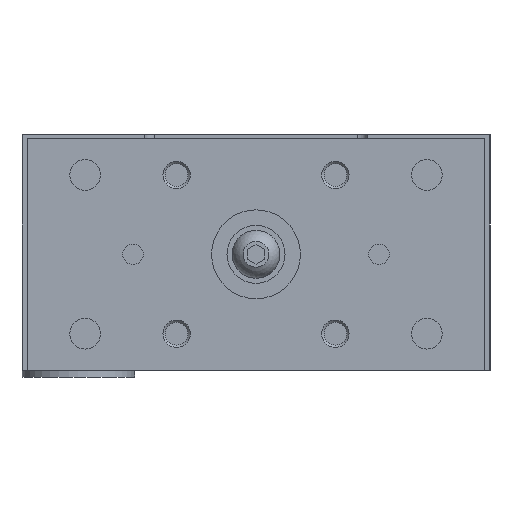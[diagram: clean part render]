
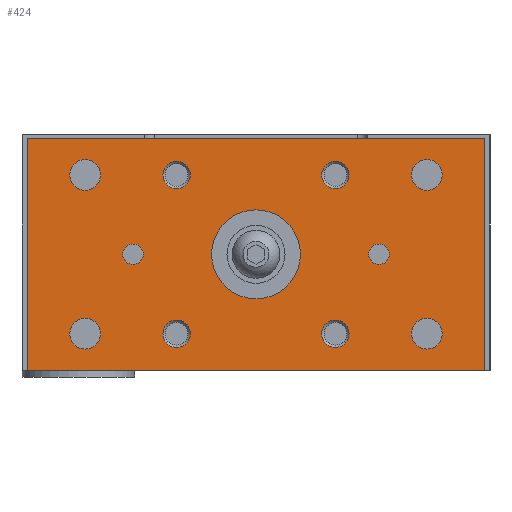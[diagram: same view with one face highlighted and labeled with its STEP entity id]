
A CAD part, left-side view. The second image highlights one B-rep face of the part: STEP entity #424.
In plain terms, the highlighted planar face has unit normal (-1, 0, 0).
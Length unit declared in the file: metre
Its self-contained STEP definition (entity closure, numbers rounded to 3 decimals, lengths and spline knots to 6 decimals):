
#424 = ADVANCED_FACE( '', ( #1194, #1195, #1196, #1197, #1198, #1199, #1200, #1201, #1202, #1203, #1204, #1205 ), #1206, .F. );
#1194 = FACE_BOUND( '', #2590, .T. );
#1195 = FACE_BOUND( '', #2591, .T. );
#1196 = FACE_BOUND( '', #2592, .T. );
#1197 = FACE_BOUND( '', #2593, .T. );
#1198 = FACE_BOUND( '', #2594, .T. );
#1199 = FACE_BOUND( '', #2595, .T. );
#1200 = FACE_BOUND( '', #2596, .T. );
#1201 = FACE_BOUND( '', #2597, .T. );
#1202 = FACE_BOUND( '', #2598, .T. );
#1203 = FACE_BOUND( '', #2599, .T. );
#1204 = FACE_BOUND( '', #2600, .T. );
#1205 = FACE_OUTER_BOUND( '', #2601, .T. );
#1206 = PLANE( '', #2602 );
#2590 = EDGE_LOOP( '', ( #4018 ) );
#2591 = EDGE_LOOP( '', ( #4019 ) );
#2592 = EDGE_LOOP( '', ( #4020 ) );
#2593 = EDGE_LOOP( '', ( #4021 ) );
#2594 = EDGE_LOOP( '', ( #4022 ) );
#2595 = EDGE_LOOP( '', ( #4023 ) );
#2596 = EDGE_LOOP( '', ( #4024 ) );
#2597 = EDGE_LOOP( '', ( #4025 ) );
#2598 = EDGE_LOOP( '', ( #4026 ) );
#2599 = EDGE_LOOP( '', ( #4027 ) );
#2600 = EDGE_LOOP( '', ( #4028 ) );
#2601 = EDGE_LOOP( '', ( #4029, #4030, #4031, #4032 ) );
#2602 = AXIS2_PLACEMENT_3D( '', #4033, #4034, #4035 );
#4018 = ORIENTED_EDGE( '', *, *, #6667, .T. );
#4019 = ORIENTED_EDGE( '', *, *, #6668, .T. );
#4020 = ORIENTED_EDGE( '', *, *, #6669, .F. );
#4021 = ORIENTED_EDGE( '', *, *, #6670, .F. );
#4022 = ORIENTED_EDGE( '', *, *, #6671, .T. );
#4023 = ORIENTED_EDGE( '', *, *, #6672, .F. );
#4024 = ORIENTED_EDGE( '', *, *, #6673, .T. );
#4025 = ORIENTED_EDGE( '', *, *, #6674, .T. );
#4026 = ORIENTED_EDGE( '', *, *, #6675, .F. );
#4027 = ORIENTED_EDGE( '', *, *, #6676, .F. );
#4028 = ORIENTED_EDGE( '', *, *, #6677, .T. );
#4029 = ORIENTED_EDGE( '', *, *, #6678, .T. );
#4030 = ORIENTED_EDGE( '', *, *, #6679, .T. );
#4031 = ORIENTED_EDGE( '', *, *, #6680, .T. );
#4032 = ORIENTED_EDGE( '', *, *, #6681, .T. );
#4033 = CARTESIAN_POINT( '', ( -0.027, -0.067, -0.069 ) );
#4034 = DIRECTION( '', ( 1., 0., 0. ) );
#4035 = DIRECTION( '', ( 0., 0., -1. ) );
#6667 = EDGE_CURVE( '', #7691, #7691, #7692, .T. );
#6668 = EDGE_CURVE( '', #7693, #7693, #7694, .T. );
#6669 = EDGE_CURVE( '', #7695, #7695, #7696, .T. );
#6670 = EDGE_CURVE( '', #7697, #7697, #7698, .T. );
#6671 = EDGE_CURVE( '', #7699, #7699, #7700, .T. );
#6672 = EDGE_CURVE( '', #7701, #7701, #7702, .T. );
#6673 = EDGE_CURVE( '', #7703, #7703, #7704, .T. );
#6674 = EDGE_CURVE( '', #7705, #7705, #7706, .T. );
#6675 = EDGE_CURVE( '', #7707, #7707, #7708, .T. );
#6676 = EDGE_CURVE( '', #7709, #7709, #7710, .T. );
#6677 = EDGE_CURVE( '', #7711, #7711, #7712, .T. );
#6678 = EDGE_CURVE( '', #7713, #7714, #7715, .T. );
#6679 = EDGE_CURVE( '', #7714, #7716, #7717, .T. );
#6680 = EDGE_CURVE( '', #7716, #7718, #7719, .T. );
#6681 = EDGE_CURVE( '', #7718, #7713, #7720, .T. );
#7691 = VERTEX_POINT( '', #9163 );
#7692 = CIRCLE( '', #9164, 0.013 );
#7693 = VERTEX_POINT( '', #9165 );
#7694 = CIRCLE( '', #9166, 0.004 );
#7695 = VERTEX_POINT( '', #9167 );
#7696 = CIRCLE( '', #9168, 0.004 );
#7697 = VERTEX_POINT( '', #9169 );
#7698 = CIRCLE( '', #9170, 0.004 );
#7699 = VERTEX_POINT( '', #9171 );
#7700 = CIRCLE( '', #9172, 0.004 );
#7701 = VERTEX_POINT( '', #9173 );
#7702 = CIRCLE( '', #9174, 0.003 );
#7703 = VERTEX_POINT( '', #9175 );
#7704 = CIRCLE( '', #9176, 0.003 );
#7705 = VERTEX_POINT( '', #9177 );
#7706 = CIRCLE( '', #9178, 0.0045 );
#7707 = VERTEX_POINT( '', #9179 );
#7708 = CIRCLE( '', #9180, 0.0045 );
#7709 = VERTEX_POINT( '', #9181 );
#7710 = CIRCLE( '', #9182, 0.0045 );
#7711 = VERTEX_POINT( '', #9183 );
#7712 = CIRCLE( '', #9184, 0.0045 );
#7713 = VERTEX_POINT( '', #9185 );
#7714 = VERTEX_POINT( '', #9186 );
#7715 = LINE( '', #9187, #9188 );
#7716 = VERTEX_POINT( '', #9189 );
#7717 = LINE( '', #9190, #9191 );
#7718 = VERTEX_POINT( '', #9192 );
#7719 = LINE( '', #9193, #9194 );
#7720 = LINE( '', #9195, #9196 );
#9163 = CARTESIAN_POINT( '', ( -0.027, -0.013, -0.035 ) );
#9164 = AXIS2_PLACEMENT_3D( '', #11423, #11424, #11425 );
#9165 = CARTESIAN_POINT( '', ( -0.027, -0.01925, -0.05825 ) );
#9166 = AXIS2_PLACEMENT_3D( '', #11426, #11427, #11428 );
#9167 = CARTESIAN_POINT( '', ( -0.027, 0.01925, -0.05825 ) );
#9168 = AXIS2_PLACEMENT_3D( '', #11429, #11430, #11431 );
#9169 = CARTESIAN_POINT( '', ( -0.027, -0.01925, -0.01175 ) );
#9170 = AXIS2_PLACEMENT_3D( '', #11432, #11433, #11434 );
#9171 = CARTESIAN_POINT( '', ( -0.027, 0.01925, -0.01175 ) );
#9172 = AXIS2_PLACEMENT_3D( '', #11435, #11436, #11437 );
#9173 = CARTESIAN_POINT( '', ( -0.027, -0.033, -0.035 ) );
#9174 = AXIS2_PLACEMENT_3D( '', #11438, #11439, #11440 );
#9175 = CARTESIAN_POINT( '', ( -0.027, 0.033, -0.035 ) );
#9176 = AXIS2_PLACEMENT_3D( '', #11441, #11442, #11443 );
#9177 = CARTESIAN_POINT( '', ( -0.027, -0.0545, -0.05825 ) );
#9178 = AXIS2_PLACEMENT_3D( '', #11444, #11445, #11446 );
#9179 = CARTESIAN_POINT( '', ( -0.027, 0.0545, -0.05825 ) );
#9180 = AXIS2_PLACEMENT_3D( '', #11447, #11448, #11449 );
#9181 = CARTESIAN_POINT( '', ( -0.027, -0.0545, -0.01175 ) );
#9182 = AXIS2_PLACEMENT_3D( '', #11450, #11451, #11452 );
#9183 = CARTESIAN_POINT( '', ( -0.027, 0.0545, -0.01175 ) );
#9184 = AXIS2_PLACEMENT_3D( '', #11453, #11454, #11455 );
#9185 = CARTESIAN_POINT( '', ( -0.027, -0.067, -0.069 ) );
#9186 = CARTESIAN_POINT( '', ( -0.027, -0.067, -0.001 ) );
#9187 = CARTESIAN_POINT( '', ( -0.027, -0.067, -0.069 ) );
#9188 = VECTOR( '', #11456, 1. );
#9189 = CARTESIAN_POINT( '', ( -0.027, 0.067, -0.001 ) );
#9190 = CARTESIAN_POINT( '', ( -0.027, -0.067, -0.001 ) );
#9191 = VECTOR( '', #11457, 1. );
#9192 = CARTESIAN_POINT( '', ( -0.027, 0.067, -0.069 ) );
#9193 = CARTESIAN_POINT( '', ( -0.027, 0.067, -0.001 ) );
#9194 = VECTOR( '', #11458, 1. );
#9195 = CARTESIAN_POINT( '', ( -0.027, 0.067, -0.069 ) );
#9196 = VECTOR( '', #11459, 1. );
#11423 = CARTESIAN_POINT( '', ( -0.027, 0., -0.035 ) );
#11424 = DIRECTION( '', ( 1., 0., 0. ) );
#11425 = DIRECTION( '', ( 0., -1., 0. ) );
#11426 = CARTESIAN_POINT( '', ( -0.027, -0.02325, -0.05825 ) );
#11427 = DIRECTION( '', ( 1., 0., 0. ) );
#11428 = DIRECTION( '', ( 0., 1., 0. ) );
#11429 = CARTESIAN_POINT( '', ( -0.027, 0.02325, -0.05825 ) );
#11430 = DIRECTION( '', ( -1., 0., 0. ) );
#11431 = DIRECTION( '', ( 0., -1., 0. ) );
#11432 = CARTESIAN_POINT( '', ( -0.027, -0.02325, -0.01175 ) );
#11433 = DIRECTION( '', ( -1., 0., 0. ) );
#11434 = DIRECTION( '', ( 0., 1., 0. ) );
#11435 = CARTESIAN_POINT( '', ( -0.027, 0.02325, -0.01175 ) );
#11436 = DIRECTION( '', ( 1., 0., 0. ) );
#11437 = DIRECTION( '', ( 0., -1., 0. ) );
#11438 = CARTESIAN_POINT( '', ( -0.027, -0.036, -0.035 ) );
#11439 = DIRECTION( '', ( -1., 0., 0. ) );
#11440 = DIRECTION( '', ( 0., 1., 0. ) );
#11441 = CARTESIAN_POINT( '', ( -0.027, 0.036, -0.035 ) );
#11442 = DIRECTION( '', ( 1., 0., 0. ) );
#11443 = DIRECTION( '', ( 0., -1., 0. ) );
#11444 = CARTESIAN_POINT( '', ( -0.027, -0.05, -0.05825 ) );
#11445 = DIRECTION( '', ( 1., 0., 0. ) );
#11446 = DIRECTION( '', ( 0., -1., 0. ) );
#11447 = CARTESIAN_POINT( '', ( -0.027, 0.05, -0.05825 ) );
#11448 = DIRECTION( '', ( -1., 0., 0. ) );
#11449 = DIRECTION( '', ( 0., 1., 0. ) );
#11450 = CARTESIAN_POINT( '', ( -0.027, -0.05, -0.01175 ) );
#11451 = DIRECTION( '', ( -1., 0., 0. ) );
#11452 = DIRECTION( '', ( 0., -1., 0. ) );
#11453 = CARTESIAN_POINT( '', ( -0.027, 0.05, -0.01175 ) );
#11454 = DIRECTION( '', ( 1., 0., 0. ) );
#11455 = DIRECTION( '', ( 0., 1., 0. ) );
#11456 = DIRECTION( '', ( 0., 0., 1. ) );
#11457 = DIRECTION( '', ( 0., 1., 0. ) );
#11458 = DIRECTION( '', ( 0., 0., -1. ) );
#11459 = DIRECTION( '', ( 0., -1., 0. ) );
